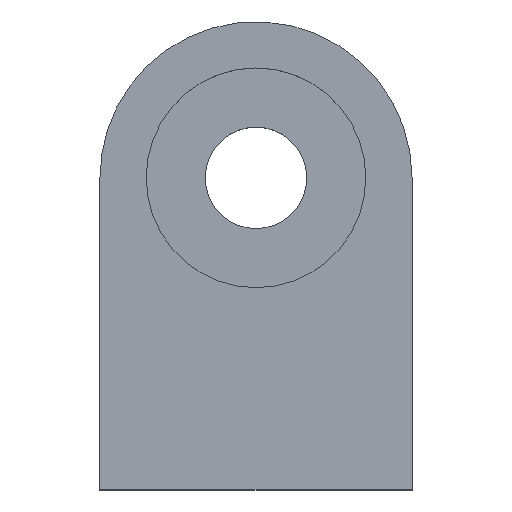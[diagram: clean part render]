
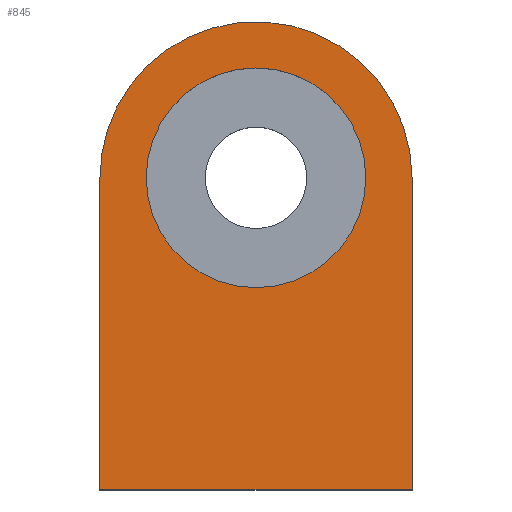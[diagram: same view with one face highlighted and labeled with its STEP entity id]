
A CAD part, top view. The second image highlights one B-rep face of the part: STEP entity #845.
In plain terms, the highlighted planar face has unit normal (0, 0, 1).
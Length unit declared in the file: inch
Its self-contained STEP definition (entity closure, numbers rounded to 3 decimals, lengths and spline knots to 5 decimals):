
#138=CARTESIAN_POINT('',(-0.16597,0.48474,0.375));
#139=VERTEX_POINT('',#138);
#155=CARTESIAN_POINT('',(-0.34903,0.0428,0.375));
#156=VERTEX_POINT('',#155);
#163=CARTESIAN_POINT('',(0.27597,0.0428,0.375));
#164=DIRECTION('',(0.0,0.0,-1.));
#165=DIRECTION('',(0.707,0.707,0.0));
#166=AXIS2_PLACEMENT_3D('',#163,#164,#165);
#167=CIRCLE('',#166,0.625);
#168=EDGE_CURVE('',#156,#139,#167,.T.);
#201=CARTESIAN_POINT('',(0.71597,0.0428,0.375));
#202=VERTEX_POINT('',#201);
#218=CARTESIAN_POINT('',(-0.16403,0.0428,0.375));
#219=VERTEX_POINT('',#218);
#226=CARTESIAN_POINT('',(0.27597,0.0428,0.375));
#227=DIRECTION('',(0.0,0.0,-1.0));
#228=DIRECTION('',(1.0,0.0,0.0));
#229=AXIS2_PLACEMENT_3D('',#226,#227,#228);
#230=CIRCLE('',#229,0.44);
#231=EDGE_CURVE('',#202,#219,#230,.T.);
#739=CARTESIAN_POINT('',(0.27597,0.0428,0.375));
#740=DIRECTION('',(0.0,0.0,-1.0));
#741=DIRECTION('',(1.0,0.0,0.0));
#742=AXIS2_PLACEMENT_3D('',#739,#740,#741);
#743=CIRCLE('',#742,0.44);
#744=EDGE_CURVE('',#219,#202,#743,.T.);
#776=CARTESIAN_POINT('',(0.90097,0.0428,0.375));
#777=VERTEX_POINT('',#776);
#786=CARTESIAN_POINT('',(0.90097,-1.2072,0.375));
#787=VERTEX_POINT('',#786);
#788=CARTESIAN_POINT('',(0.90097,0.0428,0.375));
#789=DIRECTION('',(0.0,-1.0,0.0));
#790=VECTOR('',#789,1.25);
#791=LINE('',#788,#790);
#792=EDGE_CURVE('',#777,#787,#791,.T.);
#811=CARTESIAN_POINT('',(0.27597,-0.2697,0.375));
#812=DIRECTION('',(0.0,0.0,1.0));
#813=DIRECTION('',(1.0,0.0,0.0));
#814=AXIS2_PLACEMENT_3D('',#811,#812,#813);
#815=PLANE('',#814);
#816=ORIENTED_EDGE('',*,*,#168,.F.);
#817=CARTESIAN_POINT('',(-0.34903,-1.2072,0.375));
#818=VERTEX_POINT('',#817);
#819=CARTESIAN_POINT('',(-0.34903,-1.2072,0.375));
#820=DIRECTION('',(0.0,1.0,0.0));
#821=VECTOR('',#820,1.25);
#822=LINE('',#819,#821);
#823=EDGE_CURVE('',#818,#156,#822,.T.);
#824=ORIENTED_EDGE('',*,*,#823,.F.);
#825=CARTESIAN_POINT('',(0.90097,-1.2072,0.375));
#826=DIRECTION('',(-1.0,0.0,0.0));
#827=VECTOR('',#826,1.25);
#828=LINE('',#825,#827);
#829=EDGE_CURVE('',#787,#818,#828,.T.);
#830=ORIENTED_EDGE('',*,*,#829,.F.);
#831=ORIENTED_EDGE('',*,*,#792,.F.);
#832=CARTESIAN_POINT('',(0.27597,0.0428,0.375));
#833=DIRECTION('',(0.0,0.0,-1.));
#834=DIRECTION('',(0.707,0.707,0.0));
#835=AXIS2_PLACEMENT_3D('',#832,#833,#834);
#836=CIRCLE('',#835,0.625);
#837=EDGE_CURVE('',#139,#777,#836,.T.);
#838=ORIENTED_EDGE('',*,*,#837,.F.);
#839=EDGE_LOOP('',(#816,#824,#830,#831,#838));
#840=FACE_OUTER_BOUND('',#839,.T.);
#841=ORIENTED_EDGE('',*,*,#231,.T.);
#842=ORIENTED_EDGE('',*,*,#744,.T.);
#843=EDGE_LOOP('',(#841,#842));
#844=FACE_BOUND('',#843,.T.);
#845=ADVANCED_FACE('',(#840,#844),#815,.T.);
